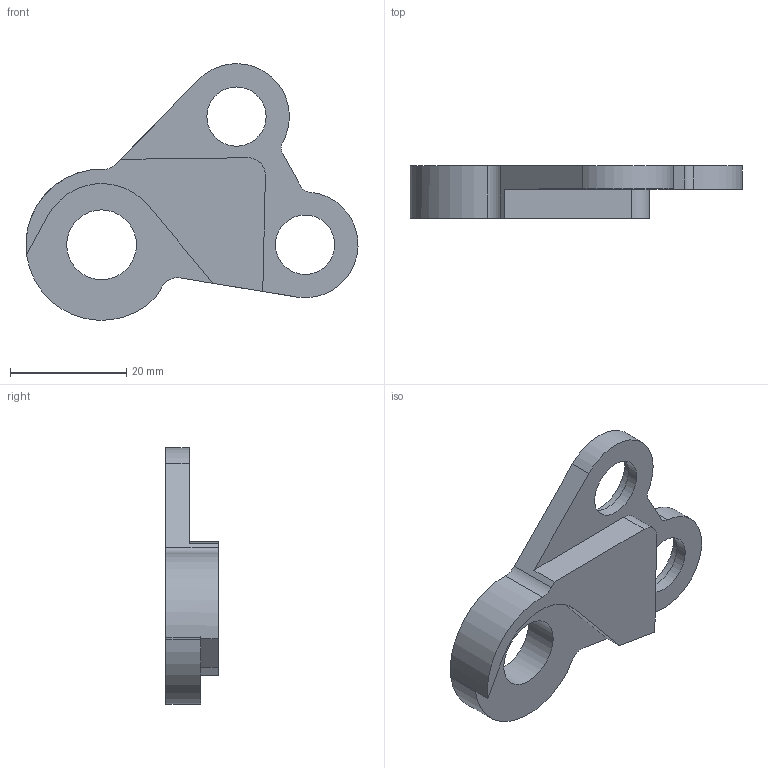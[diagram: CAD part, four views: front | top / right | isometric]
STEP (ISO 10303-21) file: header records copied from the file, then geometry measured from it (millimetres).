
FILE_DESCRIPTION(('FreeCAD Model'),'2;1');
FILE_NAME('patte_derailleur_sunn_g.step', '2017-03-14T00:09:11',('Author'),(''), 'Open CASCADE STEP processor 6.8','FreeCAD','Unknown');
FILE_SCHEMA(('AUTOMOTIVE_DESIGN_CC2 { 1 2 10303 214 -1 1 5 4 }'));
Length unit declared in the file: millimetre
Products named in the file (1): Chamfer
Bounding box: 57.08 x 9 x 44.11 mm (x, y, z)
Volume: 7707.7 mm3; surface area: 4274.9 mm2
Topology: 1 solids, 1 shells, 30 faces, 78 edges, 52 vertices
Faces by surface type: cylinder 16, plane 13, bspline 1
Full cylindrical faces by diameter (mm): 10.2 x2, 12 x1, 12.5 x2
Entity records: 2593 total; most frequent: CARTESIAN_POINT 1119, DIRECTION 244, ORIENTED_EDGE 156, PCURVE 156, DEFINITIONAL_REPRESENTATION 156, LINE 108, VECTOR 108, EDGE_CURVE 78
